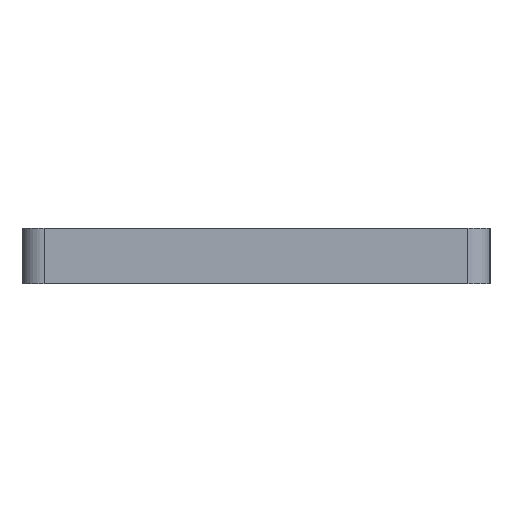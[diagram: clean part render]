
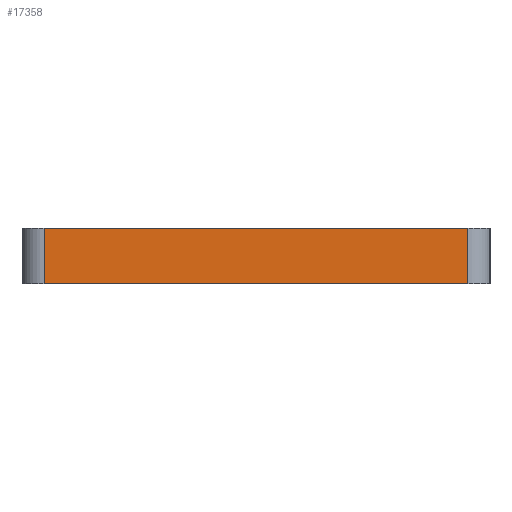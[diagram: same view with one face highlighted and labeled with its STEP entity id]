
A CAD part, left-side view. The second image highlights one B-rep face of the part: STEP entity #17358.
In plain terms, the highlighted planar face has unit normal (-1, 0, 0).
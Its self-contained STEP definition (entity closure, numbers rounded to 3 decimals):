
#1466=FACE_OUTER_BOUND('',#2464,.T.);
#2464=EDGE_LOOP('',(#15459,#15460,#15461,#15462));
#5030=LINE('',#29268,#6710);
#5031=LINE('',#29271,#6711);
#5032=LINE('',#29273,#6712);
#5033=LINE('',#29274,#6713);
#6710=VECTOR('',#24153,10.);
#6711=VECTOR('',#24156,10.);
#6712=VECTOR('',#24157,10.);
#6713=VECTOR('',#24158,10.);
#8391=VERTEX_POINT('',#29261);
#8394=VERTEX_POINT('',#29266);
#8395=VERTEX_POINT('',#29270);
#8396=VERTEX_POINT('',#29272);
#10892=EDGE_CURVE('',#8394,#8391,#5030,.T.);
#10893=EDGE_CURVE('',#8395,#8394,#5031,.T.);
#10894=EDGE_CURVE('',#8396,#8395,#5032,.T.);
#10895=EDGE_CURVE('',#8391,#8396,#5033,.T.);
#15459=ORIENTED_EDGE('',*,*,#10892,.F.);
#15460=ORIENTED_EDGE('',*,*,#10893,.F.);
#15461=ORIENTED_EDGE('',*,*,#10894,.F.);
#15462=ORIENTED_EDGE('',*,*,#10895,.F.);
#16468=PLANE('',#19083);
#17358=ADVANCED_FACE('',(#1466),#16468,.T.);
#19083=AXIS2_PLACEMENT_3D('',#29269,#24154,#24155);
#24153=DIRECTION('',(0.,0.,1.));
#24154=DIRECTION('center_axis',(-1.,0.,0.));
#24155=DIRECTION('ref_axis',(0.,-1.,0.));
#24156=DIRECTION('',(0.,1.,0.));
#24157=DIRECTION('',(0.,0.,-1.));
#24158=DIRECTION('',(0.,-1.,0.));
#29261=CARTESIAN_POINT('',(-4.125,0.125,7.));
#29266=CARTESIAN_POINT('',(-4.125,0.125,-3.));
#29268=CARTESIAN_POINT('',(-4.125,0.125,0.));
#29269=CARTESIAN_POINT('Origin',(-4.125,4.125,0.));
#29270=CARTESIAN_POINT('',(-4.125,-76.325,-3.));
#29271=CARTESIAN_POINT('',(-4.125,-80.325,-3.));
#29272=CARTESIAN_POINT('',(-4.125,-76.325,7.));
#29273=CARTESIAN_POINT('',(-4.125,-76.325,0.));
#29274=CARTESIAN_POINT('',(-4.125,-80.325,7.));
